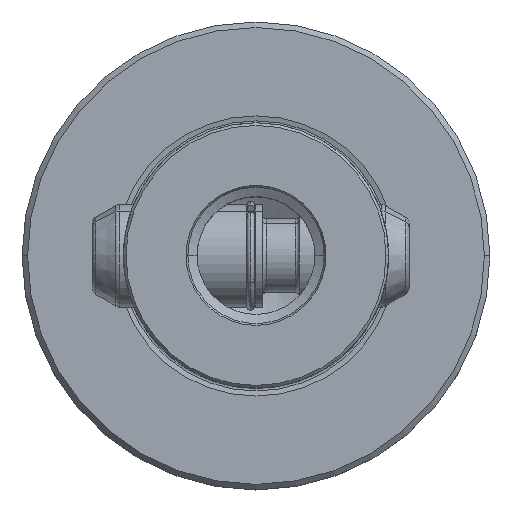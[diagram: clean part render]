
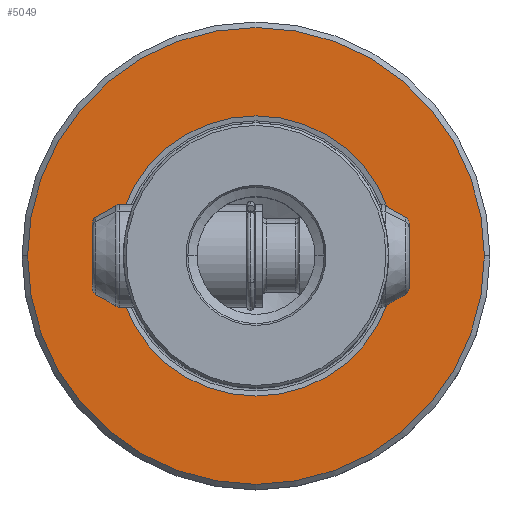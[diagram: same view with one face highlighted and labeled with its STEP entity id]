
A CAD part, top view. The second image highlights one B-rep face of the part: STEP entity #5049.
In plain terms, the highlighted planar face has unit normal (0, 0, 1).
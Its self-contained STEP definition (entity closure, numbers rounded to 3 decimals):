
#2641=VERTEX_POINT('NONE',#6735);
#2885=EDGE_CURVE('NONE',#5977,#4219,#7004,.T.);
#3637=EDGE_CURVE('NONE',#4209,#2641,#7839,.T.);
#4209=VERTEX_POINT('NONE',#8466);
#4219=VERTEX_POINT('NONE',#8477);
#5049=ADVANCED_FACE('NONE',(#9404,#9405),#9406,.T.);
#5963=EDGE_CURVE('NONE',#4219,#5977,#10412,.F.);
#5977=VERTEX_POINT('NONE',#10427);
#6027=EDGE_CURVE('NONE',#2641,#4209,#10482,.T.);
#6735=CARTESIAN_POINT('',(-31.0,0.,0.0));
#7004=CIRCLE('',#16874,19.012);
#7839=CIRCLE('',#25724,31.0);
#8466=CARTESIAN_POINT('',(31.0,0.,0.0));
#8477=CARTESIAN_POINT('',(-19.012,0.,0.0));
#9404=FACE_OUTER_BOUND('',#49264,.T.);
#9405=FACE_BOUND('',#49265,.T.);
#9406=PLANE('',#49266);
#10412=CIRCLE('',#66754,19.012);
#10427=CARTESIAN_POINT('',(19.012,0.,0.0));
#10482=CIRCLE('',#66956,31.0);
#16874=AXIS2_PLACEMENT_3D('',#68081,#68082,#68083);
#25724=AXIS2_PLACEMENT_3D('',#69031,#69032,#69033);
#49264=EDGE_LOOP('',(#70890,#70891));
#49265=EDGE_LOOP('',(#70892,#70893));
#49266=AXIS2_PLACEMENT_3D('',#70894,#70895,#70896);
#66754=AXIS2_PLACEMENT_3D('',#71952,#71953,#71954);
#66956=AXIS2_PLACEMENT_3D('',#72030,#72031,#72032);
#68081=CARTESIAN_POINT('',(0.0,0.0,0.0));
#68082=DIRECTION('',(-0.0,0.0,1.0));
#68083=DIRECTION('',(1.0,0.,0.0));
#69031=CARTESIAN_POINT('',(0.0,0.0,0.0));
#69032=DIRECTION('',(0.0,0.0,-1.0));
#69033=DIRECTION('',(-1.0,0.,0.0));
#70890=ORIENTED_EDGE('',*,*,#6027,.F.);
#70891=ORIENTED_EDGE('',*,*,#3637,.F.);
#70892=ORIENTED_EDGE('',*,*,#2885,.F.);
#70893=ORIENTED_EDGE('',*,*,#5963,.F.);
#70894=CARTESIAN_POINT('',(-18.0,0.0,0.0));
#70895=DIRECTION('',(-0.0,0.0,1.0));
#70896=DIRECTION('',(0.0,1.0,0.0));
#71952=CARTESIAN_POINT('',(0.0,0.0,0.0));
#71953=DIRECTION('',(0.0,0.0,-1.0));
#71954=DIRECTION('',(1.0,0.,0.0));
#72030=CARTESIAN_POINT('',(0.0,0.0,0.0));
#72031=DIRECTION('',(0.0,0.0,-1.0));
#72032=DIRECTION('',(-1.0,0.,0.0));
